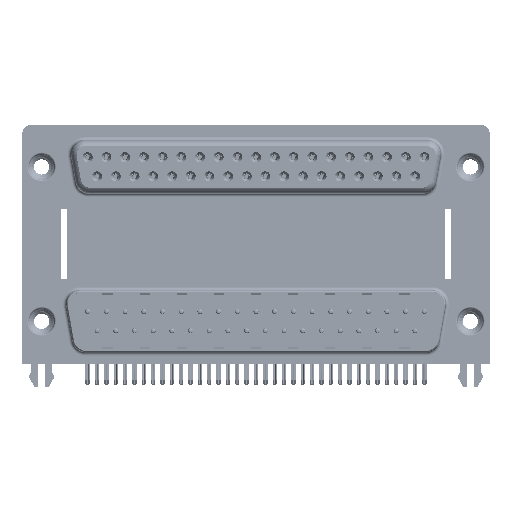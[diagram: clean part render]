
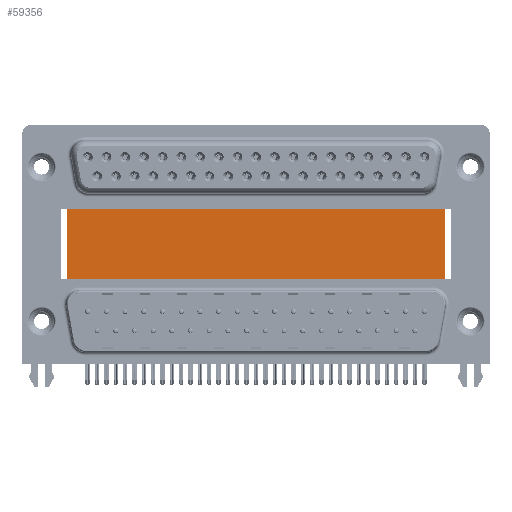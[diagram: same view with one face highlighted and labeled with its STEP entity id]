
A CAD part, top view. The second image highlights one B-rep face of the part: STEP entity #59356.
In plain terms, the highlighted planar face has unit normal (0, 0, 1).
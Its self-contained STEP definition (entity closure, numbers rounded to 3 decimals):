
#700 = DIRECTION ( 'NONE',  ( 0., 0., -1. ) ) ;
#1364 = VECTOR ( 'NONE', #65281, 1000. ) ;
#3453 = CARTESIAN_POINT ( 'NONE',  ( 3.79, 16.585, -12. ) ) ;
#5362 = VECTOR ( 'NONE', #46831, 1000. ) ;
#6046 = PLANE ( 'NONE',  #14477 ) ;
#11114 = LINE ( 'NONE', #64820, #56425 ) ;
#11741 = CARTESIAN_POINT ( 'NONE',  ( 3.79, 16.585, -12. ) ) ;
#14477 = AXIS2_PLACEMENT_3D ( 'NONE', #11741, #700, #33133 ) ;
#18708 = VERTEX_POINT ( 'NONE', #52661 ) ;
#19728 = VECTOR ( 'NONE', #24865, 1000. ) ;
#20168 = ORIENTED_EDGE ( 'NONE', *, *, #66700, .F. ) ;
#20511 = CARTESIAN_POINT ( 'NONE',  ( 3.79, -3.735, -12. ) ) ;
#21394 = FACE_OUTER_BOUND ( 'NONE', #23913, .T. ) ;
#22608 = VERTEX_POINT ( 'NONE', #56101 ) ;
#23913 = EDGE_LOOP ( 'NONE', ( #46501, #54845, #20168, #52272 ) ) ;
#24865 = DIRECTION ( 'NONE',  ( 0., -1., 0. ) ) ;
#32864 = DIRECTION ( 'NONE',  ( 0., -1., 0. ) ) ;
#33133 = DIRECTION ( 'NONE',  ( -1., 0., 0. ) ) ;
#35357 = VERTEX_POINT ( 'NONE', #47361 ) ;
#36744 = CARTESIAN_POINT ( 'NONE',  ( 3.79, 16.585, -12. ) ) ;
#37088 = VERTEX_POINT ( 'NONE', #36744 ) ;
#38306 = LINE ( 'NONE', #38650, #1364 ) ;
#38650 = CARTESIAN_POINT ( 'NONE',  ( 3.79, 16.585, -12. ) ) ;
#41300 = EDGE_CURVE ( 'NONE', #35357, #22608, #62460, .T. ) ;
#46501 = ORIENTED_EDGE ( 'NONE', *, *, #41300, .T. ) ;
#46831 = DIRECTION ( 'NONE',  ( 1., 0., 0. ) ) ;
#47361 = CARTESIAN_POINT ( 'NONE',  ( 3.79, -3.735, -12. ) ) ;
#50959 = EDGE_CURVE ( 'NONE', #37088, #35357, #58223, .T. ) ;
#52272 = ORIENTED_EDGE ( 'NONE', *, *, #50959, .T. ) ;
#52661 = CARTESIAN_POINT ( 'NONE',  ( 59.71, 16.585, -12. ) ) ;
#54845 = ORIENTED_EDGE ( 'NONE', *, *, #58962, .F. ) ;
#56101 = CARTESIAN_POINT ( 'NONE',  ( 59.71, -3.735, -12. ) ) ;
#56425 = VECTOR ( 'NONE', #32864, 1000. ) ;
#58223 = LINE ( 'NONE', #3453, #19728 ) ;
#58962 = EDGE_CURVE ( 'NONE', #18708, #22608, #11114, .T. ) ;
#59356 = ADVANCED_FACE ( 'NONE', ( #21394 ), #6046, .F. ) ;
#62460 = LINE ( 'NONE', #20511, #5362 ) ;
#64820 = CARTESIAN_POINT ( 'NONE',  ( 59.71, 16.585, -12. ) ) ;
#65281 = DIRECTION ( 'NONE',  ( 1., 0., 0. ) ) ;
#66700 = EDGE_CURVE ( 'NONE', #37088, #18708, #38306, .T. ) ;
